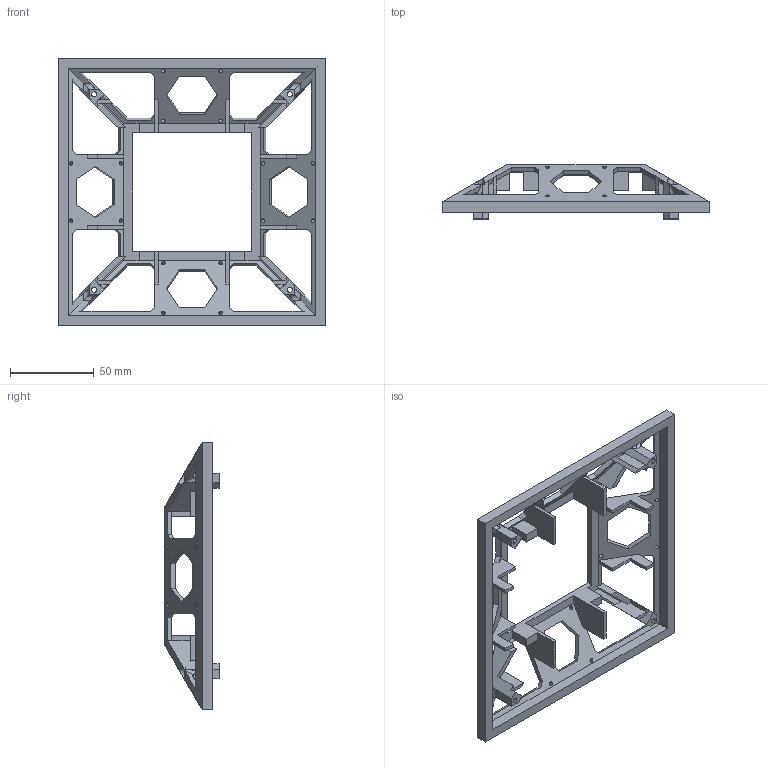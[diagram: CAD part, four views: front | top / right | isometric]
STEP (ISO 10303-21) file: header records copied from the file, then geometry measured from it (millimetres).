
FILE_DESCRIPTION (( 'STEP AP214' ), '1' );
FILE_NAME ('camera_holder_v4.STEP', '2018-01-08T17:48:24', ( '' ), ( '' ), 'SwSTEP 2.0', 'SolidWorks 2016', '' );
FILE_SCHEMA (( 'AUTOMOTIVE_DESIGN' ));
Length unit declared in the file: inch
Products named in the file (1): camera_holder_v4
Bounding box: 160 x 32.38 x 160 mm (x, y, z)
Volume: 70630.9 mm3; surface area: 51160.1 mm2
Topology: 1 solids, 1 shells, 298 faces, 860 edges, 556 vertices
Faces by surface type: plane 234, cylinder 64
Entity records: 9768 total; most frequent: CARTESIAN_POINT 1847, ORIENTED_EDGE 1720, DIRECTION 1502, EDGE_CURVE 860, LINE 728, VECTOR 728, VERTEX_POINT 556, AXIS2_PLACEMENT_3D 387
